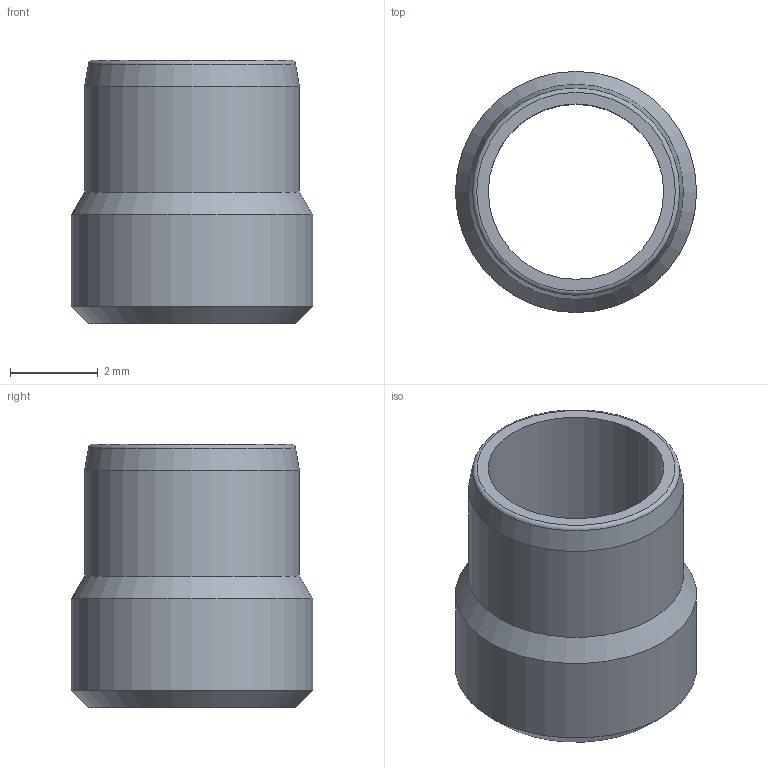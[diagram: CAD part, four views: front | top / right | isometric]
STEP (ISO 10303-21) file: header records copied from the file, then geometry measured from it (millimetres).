
FILE_DESCRIPTION((''),'2;1');
FILE_NAME('40004.stp','2014-07-30T11:08:43',(''),('KNOMI spol. s r. o.'),'Autodesk Inventor 2012','Autodesk Inventor 2012','');
FILE_SCHEMA(('AUTOMOTIVE_DESIGN { 1 2 10303 214 0 1 1 1 }'));
Length unit declared in the file: millimetre
Products named in the file (1): ZK1   4LL
Bounding box: 5.5 x 5.5 x 6 mm (x, y, z)
Volume: 49.4 mm3; surface area: 185.5 mm2
Topology: 1 solids, 1 shells, 9 faces, 19 edges, 14 vertices
Faces by surface type: cone 3, cylinder 3, plane 2, torus 1
Full cylindrical faces by diameter (mm): 4 x1, 4.9 x1, 5.5 x1
Entity records: 245 total; most frequent: DIRECTION 40, CARTESIAN_POINT 32, AXIS2_PLACEMENT_3D 19, ORIENTED_EDGE 18, EDGE_LOOP 18, VERTEX_POINT 9, CIRCLE 9, EDGE_CURVE 9
